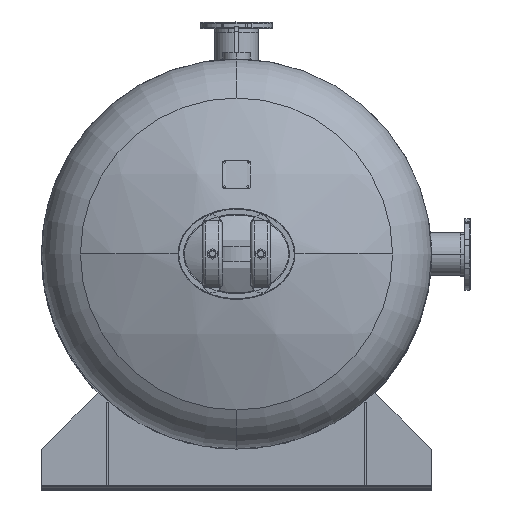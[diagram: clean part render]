
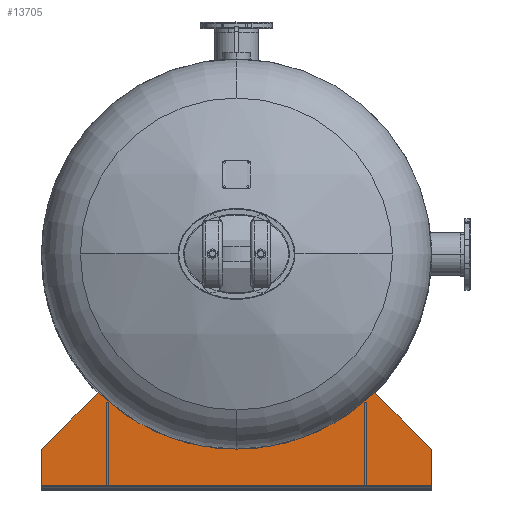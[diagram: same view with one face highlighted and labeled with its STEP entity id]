
A CAD part, top view. The second image highlights one B-rep face of the part: STEP entity #13705.
In plain terms, the highlighted planar face has unit normal (0, 0, 1).
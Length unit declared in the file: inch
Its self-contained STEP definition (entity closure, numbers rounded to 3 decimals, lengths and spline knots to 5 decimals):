
#581 = ORIENTED_EDGE ( 'NONE', *, *, #9438, .F. ) ;
#582 = ORIENTED_EDGE ( 'NONE', *, *, #9435, .T. ) ;
#583 = ORIENTED_EDGE ( 'NONE', *, *, #9439, .T. ) ;
#584 = ORIENTED_EDGE ( 'NONE', *, *, #9440, .T. ) ;
#585 = ORIENTED_EDGE ( 'NONE', *, *, #9441, .T. ) ;
#586 = ORIENTED_EDGE ( 'NONE', *, *, #9442, .T. ) ;
#587 = ORIENTED_EDGE ( 'NONE', *, *, #9402, .T. ) ;
#588 = ORIENTED_EDGE ( 'NONE', *, *, #9408, .F. ) ;
#1027 = AXIS2_PLACEMENT_3D ( 'NONE', #12301, #12312, #12313 ) ;
#6078 = LINE ( 'NONE', #6084, #8944 ) ;
#6084 = CARTESIAN_POINT ( 'NONE',  ( -30., -21.25, 19.875 ) ) ;
#6086 = DIRECTION ( 'NONE',  ( 0., -1., 0. ) ) ;
#6094 = CARTESIAN_POINT ( 'NONE',  ( 30., -35.5935, 19.875 ) ) ;
#6098 = LINE ( 'NONE', #6094, #8952 ) ;
#6102 = DIRECTION ( 'NONE',  ( -1., 0., 0. ) ) ;
#6176 = CARTESIAN_POINT ( 'NONE',  ( 30., -21.25, 19.875 ) ) ;
#6182 = LINE ( 'NONE', #6183, #8989 ) ;
#6183 = CARTESIAN_POINT ( 'NONE',  ( 25.625, -25.625, 19.875 ) ) ;
#6184 = DIRECTION ( 'NONE',  ( -0.707, 0.707, 0. ) ) ;
#6186 = LINE ( 'NONE', #6176, #8995 ) ;
#6191 = LINE ( 'NONE', #6192, #8992 ) ;
#6192 = CARTESIAN_POINT ( 'NONE',  ( 30., -21.25, 19.875 ) ) ;
#6193 = DIRECTION ( 'NONE',  ( 0., -1., 0. ) ) ;
#6194 = LINE ( 'NONE', #6195, #8993 ) ;
#6195 = CARTESIAN_POINT ( 'NONE',  ( 30., -21.25, 19.875 ) ) ;
#6196 = DIRECTION ( 'NONE',  ( -1., 0., 0. ) ) ;
#6199 = CARTESIAN_POINT ( 'NONE',  ( 0., 0., 19.875 ) ) ;
#6200 = DIRECTION ( 'NONE',  ( 0., 0., -1. ) ) ;
#6201 = DIRECTION ( 'NONE',  ( 0., 1., 0. ) ) ;
#6202 = DIRECTION ( 'NONE',  ( -1., 0., 0. ) ) ;
#6203 = LINE ( 'NONE', #6204, #8997 ) ;
#6204 = CARTESIAN_POINT ( 'NONE',  ( 4.375, 4.375, 19.875 ) ) ;
#6205 = DIRECTION ( 'NONE',  ( -0.707, -0.707, 0. ) ) ;
#6955 = VERTEX_POINT ( 'NONE', #7509 ) ;
#6956 = VERTEX_POINT ( 'NONE', #7510 ) ;
#6965 = VERTEX_POINT ( 'NONE', #7519 ) ;
#6974 = VERTEX_POINT ( 'NONE', #7528 ) ;
#6977 = VERTEX_POINT ( 'NONE', #7531 ) ;
#6979 = VERTEX_POINT ( 'NONE', #7533 ) ;
#6981 = VERTEX_POINT ( 'NONE', #7535 ) ;
#6982 = VERTEX_POINT ( 'NONE', #7536 ) ;
#7509 = CARTESIAN_POINT ( 'NONE',  ( -30., -30., 19.875 ) ) ;
#7510 = CARTESIAN_POINT ( 'NONE',  ( -30., -35.5935, 19.875 ) ) ;
#7519 = CARTESIAN_POINT ( 'NONE',  ( 30., -35.5935, 19.875 ) ) ;
#7528 = CARTESIAN_POINT ( 'NONE',  ( 30., -30., 19.875 ) ) ;
#7531 = CARTESIAN_POINT ( 'NONE',  ( 21.25, -21.25, 19.875 ) ) ;
#7533 = CARTESIAN_POINT ( 'NONE',  ( 21.17634, -21.25, 19.875 ) ) ;
#7535 = CARTESIAN_POINT ( 'NONE',  ( -21.17634, -21.25, 19.875 ) ) ;
#7536 = CARTESIAN_POINT ( 'NONE',  ( -21.25, -21.25, 19.875 ) ) ;
#8944 = VECTOR ( 'NONE', #6086, 39.37008 ) ;
#8952 = VECTOR ( 'NONE', #6102, 39.37008 ) ;
#8989 = VECTOR ( 'NONE', #6184, 39.37008 ) ;
#8992 = VECTOR ( 'NONE', #6193, 39.37008 ) ;
#8993 = VECTOR ( 'NONE', #6196, 39.37008 ) ;
#8994 = CIRCLE ( 'NONE', #8996, 30. ) ;
#8995 = VECTOR ( 'NONE', #6202, 39.37008 ) ;
#8996 = AXIS2_PLACEMENT_3D ( 'NONE', #6199, #6200, #6201 ) ;
#8997 = VECTOR ( 'NONE', #6205, 39.37008 ) ;
#9402 = EDGE_CURVE ( 'NONE', #6955, #6956, #6078, .T. ) ;
#9408 = EDGE_CURVE ( 'NONE', #6965, #6956, #6098, .T. ) ;
#9435 = EDGE_CURVE ( 'NONE', #6974, #6977, #6182, .T. ) ;
#9438 = EDGE_CURVE ( 'NONE', #6974, #6965, #6191, .T. ) ;
#9439 = EDGE_CURVE ( 'NONE', #6977, #6979, #6194, .T. ) ;
#9440 = EDGE_CURVE ( 'NONE', #6979, #6981, #8994, .T. ) ;
#9441 = EDGE_CURVE ( 'NONE', #6981, #6982, #6186, .T. ) ;
#9442 = EDGE_CURVE ( 'NONE', #6982, #6955, #6203, .T. ) ;
#12301 = CARTESIAN_POINT ( 'NONE',  ( 30., -21.25, 19.875 ) ) ;
#12309 = FACE_OUTER_BOUND ( 'NONE', #14435, .T. ) ;
#12310 = PLANE ( 'NONE',  #1027 ) ;
#12312 = DIRECTION ( 'NONE',  ( 0., 0., -1. ) ) ;
#12313 = DIRECTION ( 'NONE',  ( 0., 1., 0. ) ) ;
#13705 = ADVANCED_FACE ( 'NONE', ( #12309 ), #12310, .F. ) ;
#14435 = EDGE_LOOP ( 'NONE', ( #581, #582, #583, #584, #585, #586, #587, #588 ) ) ;
